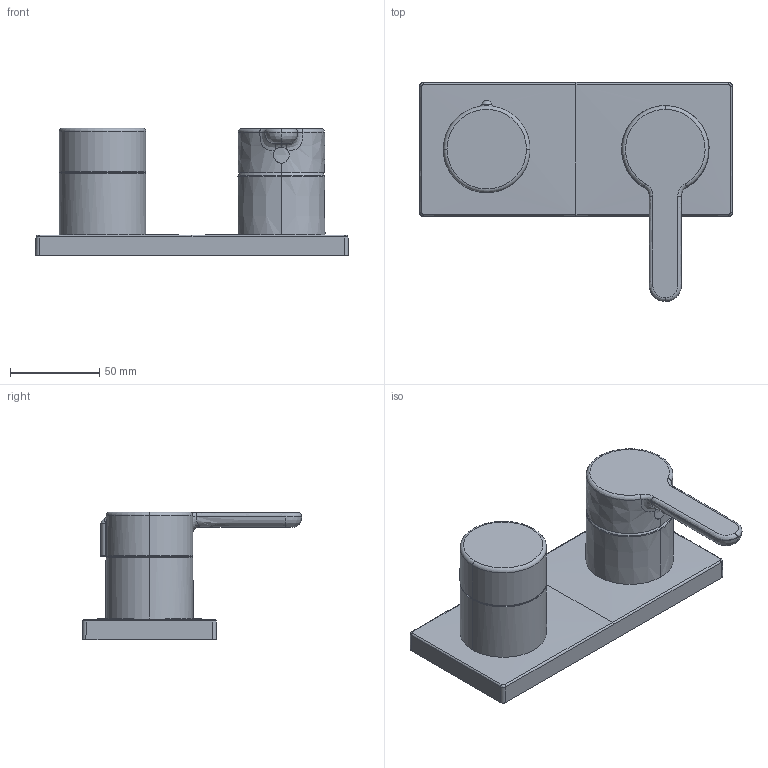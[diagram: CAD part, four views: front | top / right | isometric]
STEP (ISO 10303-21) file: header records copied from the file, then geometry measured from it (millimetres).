
FILE_DESCRIPTION (( 'STEP AP203' ), '1' );
FILE_NAME ('44519583.STEP', '2018-05-23T06:08:17', ( '' ), ( '' ), 'SwSTEP 2.0', 'SolidWorks 2016', '' );
FILE_SCHEMA (( 'CONFIG_CONTROL_DESIGN' ));
Length unit declared in the file: millimetre
Products named in the file (1): 44519583
Bounding box: 175 x 122.75 x 71.57 mm (x, y, z)
Volume: 382575.3 mm3; surface area: 55261.7 mm2
Topology: 1 solids, 1 shells, 75 faces, 169 edges, 101 vertices
Faces by surface type: bspline 34, cylinder 13, torus 12, plane 11, sphere 3, cone 2
Entity records: 4855 total; most frequent: CARTESIAN_POINT 3350, ORIENTED_EDGE 338, DIRECTION 223, EDGE_CURVE 169, VERTEX_POINT 101, AXIS2_PLACEMENT_3D 95, EDGE_LOOP 80, B_SPLINE_CURVE_WITH_KNOTS 76
